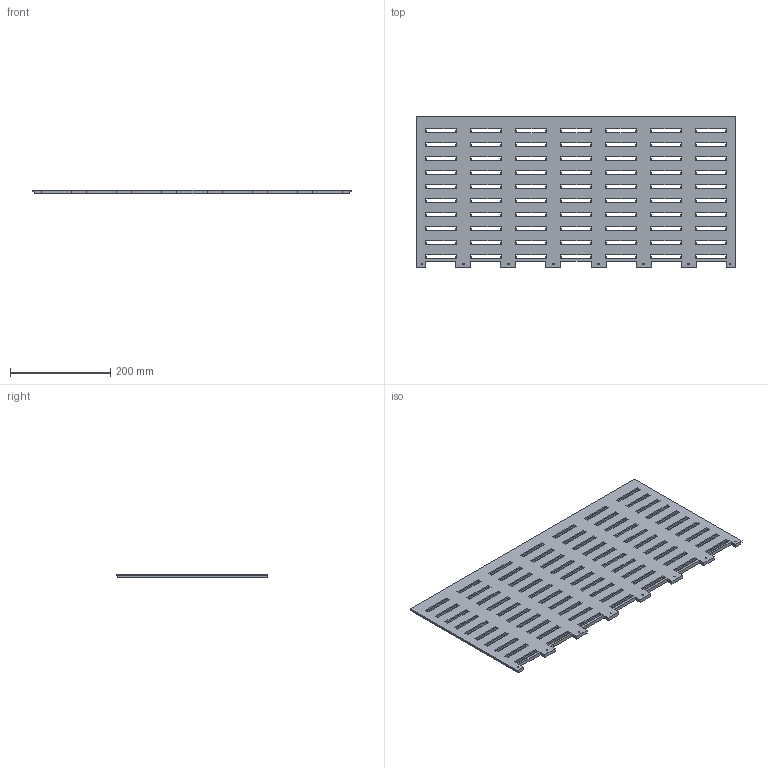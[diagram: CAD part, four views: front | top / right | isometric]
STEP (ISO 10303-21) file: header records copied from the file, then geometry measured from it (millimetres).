
FILE_DESCRIPTION(/* description */ (''),/* implementation_level */ '2;1');
FILE_NAME(/* name */ 'big assembly v14.step',/* time_stamp */ '2023-08-17T18:10:17+02:00',/* author */ (''),/* organization */ (''),/* preprocessor_version */ 'ST-DEVELOPER v20',/* originating_system */ 'Autodesk Translation Framework v12.9.0.99',/* authorisation */ '');
FILE_SCHEMA (('AUTOMOTIVE_DESIGN { 1 0 10303 214 3 1 1 }'));
Length unit declared in the file: millimetre
Products named in the file (1): big assembly
Bounding box: 636 x 303 x 7 mm (x, y, z)
Volume: 1053086 mm3; surface area: 401958.7 mm2
Topology: 1 solids, 1 shells, 1733 faces, 4087 edges, 2720 vertices
Faces by surface type: plane 1564, cylinder 169
Full cylindrical faces by diameter (mm): 2.6 x169
Entity records: 49321 total; most frequent: CARTESIAN_POINT 8541, ORIENTED_EDGE 8174, DIRECTION 7893, EDGE_CURVE 4087, LINE 3749, VECTOR 3749, VERTEX_POINT 2720, EDGE_LOOP 2253
